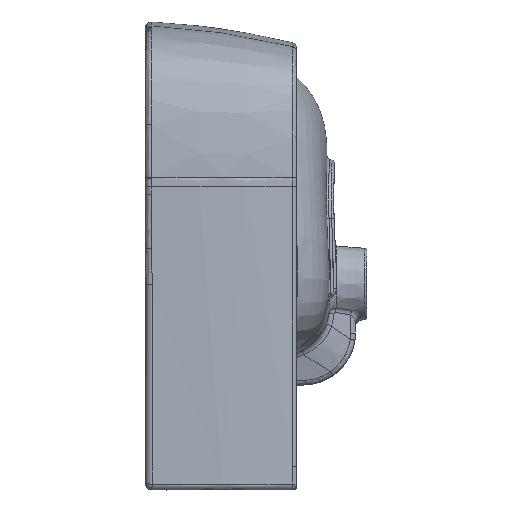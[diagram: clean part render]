
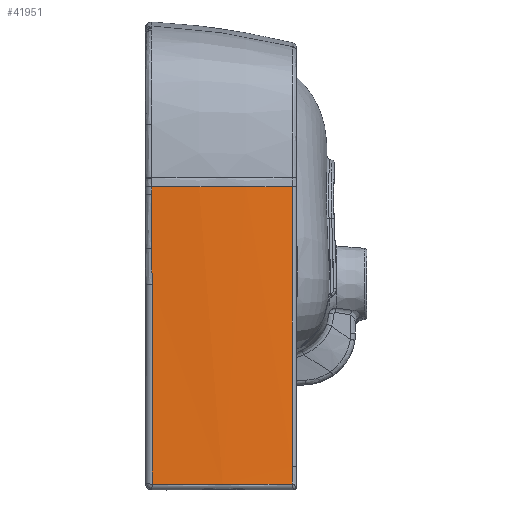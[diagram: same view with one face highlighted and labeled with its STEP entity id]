
A CAD part, left-side view. The second image highlights one B-rep face of the part: STEP entity #41951.
In plain terms, the highlighted cylindrical face has radius 720.267 mm (diameter 1440.53 mm), a partial arc.
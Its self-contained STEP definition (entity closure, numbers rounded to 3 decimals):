
#2716=DIRECTION('',(0.,0.,1.));
#2717=VECTOR('',#2716,269.331);
#2718=CARTESIAN_POINT('',(-255.442,66.547,
-175.509));
#2719=LINE('',#2718,#2717);
#2741=DIRECTION('',(0.,0.,1.));
#2742=VECTOR('',#2741,16.952);
#2743=CARTESIAN_POINT('',(-255.44,66.547,
-192.461));
#2744=LINE('',#2743,#2742);
#2771=CARTESIAN_POINT('',(-255.44,66.547,
-192.461));
#2853=CARTESIAN_POINT('',(-275.388,201.43,
-192.463));
#2854=CARTESIAN_POINT('',(-274.599,186.278,
-192.473));
#2855=CARTESIAN_POINT('',(-272.063,156.023,
-192.458));
#2856=CARTESIAN_POINT('',(-265.401,110.972,
-192.461));
#2857=CARTESIAN_POINT('',(-259.071,81.279,
-192.465));
#2858=CARTESIAN_POINT('',(-255.44,66.547,
-192.461));
#2898=CARTESIAN_POINT('',(-275.405,201.431,
-0.05));
#9002=CARTESIAN_POINT('',(443.879,238.889,93.882));
#9003=DIRECTION('',(0.,0.,-1.));
#9004=DIRECTION('',(-0.971,-0.239,0.));
#9005=AXIS2_PLACEMENT_3D('',#9002,#9003,#9004);
#9021=DIRECTION('',(0.,0.,1.));
#9022=VECTOR('',#9021,192.413);
#9023=CARTESIAN_POINT('',(-275.388,201.43,
-192.463));
#9024=LINE('',#9023,#9022);
#9025=CARTESIAN_POINT('',(-275.414,201.562,33.956));
#9026=CARTESIAN_POINT('',(-275.415,201.573,36.468));
#9027=CARTESIAN_POINT('',(-275.417,201.595,41.508));
#9028=CARTESIAN_POINT('',(-275.419,201.625,49.295));
#9029=CARTESIAN_POINT('',(-275.421,201.647,57.524));
#9030=CARTESIAN_POINT('',(-275.422,201.66,66.41));
#9031=CARTESIAN_POINT('',(-275.424,201.673,76.018));
#9032=CARTESIAN_POINT('',(-275.425,201.684,82.67));
#9033=CARTESIAN_POINT('',(-275.426,201.691,86.137));
#9034=CARTESIAN_POINT('',(-275.426,201.691,86.137));
#9036=CARTESIAN_POINT('',(-275.426,201.692,86.137));
#9037=CARTESIAN_POINT('',(-275.426,201.697,88.698));
#9038=CARTESIAN_POINT('',(-275.427,201.701,91.259));
#9039=CARTESIAN_POINT('',(-275.427,201.706,93.819));
#9053=CARTESIAN_POINT('',(-275.415,201.564,33.956));
#9054=CARTESIAN_POINT('',(-275.413,201.53,30.246));
#9055=CARTESIAN_POINT('',(-275.409,201.477,22.781));
#9056=CARTESIAN_POINT('',(-275.411,201.517,11.446));
#9057=CARTESIAN_POINT('',(-275.407,201.464,3.797));
#9058=CARTESIAN_POINT('',(-275.405,201.431,
-0.05));
#13677=VERTEX_POINT('',#2771);
#13682=CARTESIAN_POINT('',(-275.387,201.43,
-192.462));
#13683=VERTEX_POINT('',#13682);
#13691=VERTEX_POINT('',#2898);
#13714=CARTESIAN_POINT('',(-255.465,66.549,
93.822));
#13715=VERTEX_POINT('',#13714);
#13716=CARTESIAN_POINT('',(-255.442,66.547,
-175.509));
#13717=VERTEX_POINT('',#13716);
#13718=VERTEX_POINT('',#9053);
#13719=VERTEX_POINT('',#9034);
#13720=VERTEX_POINT('',#9039);
#41933=CARTESIAN_POINT('',(443.905,238.887,
-198.118));
#41934=DIRECTION('',(0.,0.,-1.));
#41935=DIRECTION('',(-0.971,-0.239,0.));
#41936=AXIS2_PLACEMENT_3D('',#41933,#41934,#41935);
#41937=CYLINDRICAL_SURFACE('',#41936,720.267);
#41938=ORIENTED_EDGE('',*,*,#20216,.F.);
#41939=ORIENTED_EDGE('',*,*,#20432,.F.);
#41940=ORIENTED_EDGE('',*,*,#20803,.T.);
#41942=ORIENTED_EDGE('',*,*,#41941,.F.);
#41944=ORIENTED_EDGE('',*,*,#41943,.T.);
#41946=ORIENTED_EDGE('',*,*,#41945,.T.);
#41947=ORIENTED_EDGE('',*,*,#41923,.F.);
#41948=ORIENTED_EDGE('',*,*,#20160,.F.);
#41949=EDGE_LOOP('',(#41938,#41939,#41940,#41942,#41944,#41946,#41947,#41948));
#41950=FACE_OUTER_BOUND('',#41949,.F.);
#41951=ADVANCED_FACE('',(#41950),#41937,.T.);
#2859=B_SPLINE_CURVE_WITH_KNOTS('',3,(#2853,#2854,#2855,#2856,#2857,#2858),
.UNSPECIFIED.,.F.,.F.,(4,1,1,4),(0.,0.333,0.667,1.),
.UNSPECIFIED.);
#9006=CIRCLE('',#9005,720.267);
#9035=B_SPLINE_CURVE_WITH_KNOTS('',3,(#9025,#9026,#9027,#9028,#9029,#9030,#9031,
#9032,#9033,#9034),.UNSPECIFIED.,.F.,.F.,(4,1,1,1,1,1,1,4),(0.,
0.144,0.29,0.448,0.618,
0.801,1.,1.),.UNSPECIFIED.);
#9040=B_SPLINE_CURVE_WITH_KNOTS('',3,(#9036,#9037,#9038,#9039),.UNSPECIFIED.,
.F.,.F.,(4,4),(0.,1.),.UNSPECIFIED.);
#9059=B_SPLINE_CURVE_WITH_KNOTS('',3,(#9053,#9054,#9055,#9056,#9057,#9058),
.UNSPECIFIED.,.F.,.F.,(4,1,1,4),(0.,0.333,0.667,1.),
.UNSPECIFIED.);
#20160=EDGE_CURVE('',#13717,#13715,#2719,.T.);
#20216=EDGE_CURVE('',#13677,#13717,#2744,.T.);
#20432=EDGE_CURVE('',#13683,#13677,#2859,.T.);
#20803=EDGE_CURVE('',#13683,#13691,#9024,.T.);
#41923=EDGE_CURVE('',#13715,#13720,#9006,.T.);
#41941=EDGE_CURVE('',#13718,#13691,#9059,.T.);
#41943=EDGE_CURVE('',#13718,#13719,#9035,.T.);
#41945=EDGE_CURVE('',#13719,#13720,#9040,.T.);
